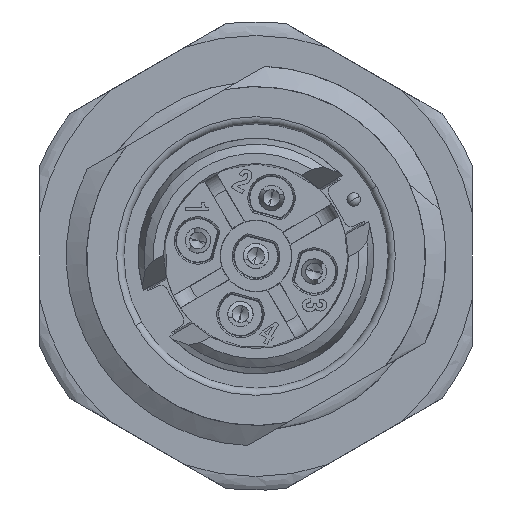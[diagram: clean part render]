
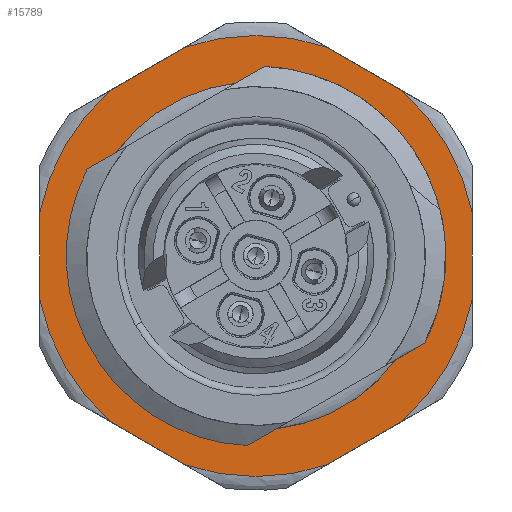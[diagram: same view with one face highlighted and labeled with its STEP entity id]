
A CAD part, front view. The second image highlights one B-rep face of the part: STEP entity #15789.
In plain terms, the highlighted planar face has unit normal (0, -1, 0).
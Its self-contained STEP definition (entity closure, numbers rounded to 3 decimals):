
#2524=CARTESIAN_POINT('',(-6.067,-4.7,-6.89));
#2550=DIRECTION('',(-0.866,0.,-0.5));
#2551=VECTOR('',#2550,3.618);
#2552=CARTESIAN_POINT('',(-2.933,-4.7,8.699));
#2553=LINE('',#2552,#2551);
#2554=CARTESIAN_POINT('',(0.,-4.7,0.));
#2555=DIRECTION('',(0.,1.,0.));
#2556=DIRECTION('',(-0.32,0.,0.948));
#2557=AXIS2_PLACEMENT_3D('',#2554,#2555,#2556);
#2559=DIRECTION('',(-0.866,0.,0.5));
#2560=VECTOR('',#2559,3.618);
#2561=CARTESIAN_POINT('',(6.067,-4.7,6.89));
#2562=LINE('',#2561,#2560);
#2563=CARTESIAN_POINT('',(0.,-4.7,0.));
#2564=DIRECTION('',(0.,1.,0.));
#2565=DIRECTION('',(0.661,0.,0.751));
#2566=AXIS2_PLACEMENT_3D('',#2563,#2564,#2565);
#2568=DIRECTION('',(0.,0.,1.));
#2569=VECTOR('',#2568,3.618);
#2570=CARTESIAN_POINT('',(9.,-4.7,-1.809));
#2571=LINE('',#2570,#2569);
#2572=DIRECTION('',(0.866,0.,0.5));
#2573=VECTOR('',#2572,3.618);
#2574=CARTESIAN_POINT('',(2.933,-4.7,-8.699));
#2575=LINE('',#2574,#2573);
#2576=CARTESIAN_POINT('',(0.,-4.7,0.));
#2577=DIRECTION('',(0.,1.,0.));
#2578=DIRECTION('',(0.32,0.,-0.948));
#2579=AXIS2_PLACEMENT_3D('',#2576,#2577,#2578);
#2581=DIRECTION('',(0.866,0.,-0.5));
#2582=VECTOR('',#2581,3.618);
#2583=CARTESIAN_POINT('',(-6.067,-4.7,-6.89));
#2584=LINE('',#2583,#2582);
#2585=CARTESIAN_POINT('',(0.,-4.7,0.));
#2586=DIRECTION('',(0.,1.,0.));
#2587=DIRECTION('',(-0.661,0.,-0.751));
#2588=AXIS2_PLACEMENT_3D('',#2585,#2586,#2587);
#2590=DIRECTION('',(0.,0.,-1.));
#2591=VECTOR('',#2590,3.618);
#2592=CARTESIAN_POINT('',(-9.,-4.7,1.809));
#2593=LINE('',#2592,#2591);
#2594=CARTESIAN_POINT('',(0.,-4.7,0.));
#2595=DIRECTION('',(0.,-1.,0.));
#2596=DIRECTION('',(0.114,0.,-0.994));
#2597=AXIS2_PLACEMENT_3D('',#2594,#2595,#2596);
#2599=CARTESIAN_POINT('',(0.,-4.7,0.));
#2600=DIRECTION('',(0.,-1.,0.));
#2601=DIRECTION('',(-0.661,0.,0.751));
#2602=AXIS2_PLACEMENT_3D('',#2599,#2600,#2601);
#2609=CARTESIAN_POINT('',(-9.,-4.7,1.809));
#2635=CARTESIAN_POINT('',(-2.933,-4.7,8.699));
#2651=CARTESIAN_POINT('',(-6.067,-4.7,6.89));
#2666=CARTESIAN_POINT('',(6.067,-4.7,6.89));
#2702=CARTESIAN_POINT('',(9.,-4.7,-1.809));
#2733=CARTESIAN_POINT('',(0.,-4.7,0.));
#2734=DIRECTION('',(0.,-1.,0.));
#2735=DIRECTION('',(0.661,0.,-0.751));
#2736=AXIS2_PLACEMENT_3D('',#2733,#2734,#2735);
#2738=CARTESIAN_POINT('',(2.933,-4.7,-8.699));
#2754=CARTESIAN_POINT('',(6.067,-4.7,-6.89));
#2769=DIRECTION('',(-0.866,0.,-0.5));
#2770=VECTOR('',#2769,1.377);
#2771=CARTESIAN_POINT('',(7.018,-4.7,-3.627));
#2772=LINE('',#2771,#2770);
#2789=DIRECTION('',(-0.866,0.,-0.5));
#2790=VECTOR('',#2789,0.705);
#2791=CARTESIAN_POINT('',(0.824,-4.7,-7.203));
#2792=LINE('',#2791,#2790);
#3184=CARTESIAN_POINT('',(0.,-4.7,0.));
#3185=DIRECTION('',(0.,1.,0.));
#3186=DIRECTION('',(-0.658,0.,-0.753));
#3187=AXIS2_PLACEMENT_3D('',#3184,#3185,#3186);
#3197=CARTESIAN_POINT('',(0.213,-4.7,-7.556));
#3198=CARTESIAN_POINT('',(0.004,-4.7,-7.55));
#3199=CARTESIAN_POINT('',(-0.411,-4.7,-7.522));
#3200=CARTESIAN_POINT('',(-1.025,-4.7,-7.429));
#3201=CARTESIAN_POINT('',(-1.629,-4.7,-7.285));
#3202=CARTESIAN_POINT('',(-2.216,-4.7,-7.092));
#3203=CARTESIAN_POINT('',(-2.782,-4.7,-6.853));
#3204=CARTESIAN_POINT('',(-3.326,-4.7,-6.568));
#3205=CARTESIAN_POINT('',(-3.842,-4.7,-6.24));
#3206=CARTESIAN_POINT('',(-4.327,-4.7,-5.871));
#3207=CARTESIAN_POINT('',(-4.627,-4.7,-5.6));
#3208=CARTESIAN_POINT('',(-4.772,-4.7,-5.458));
#3429=CARTESIAN_POINT('',(1.669,-4.7,7.055));
#3430=CARTESIAN_POINT('',(1.878,-4.7,7.018));
#3431=CARTESIAN_POINT('',(2.291,-4.7,6.926));
#3432=CARTESIAN_POINT('',(2.908,-4.7,6.731));
#3433=CARTESIAN_POINT('',(3.507,-4.7,6.48));
#3434=CARTESIAN_POINT('',(4.083,-4.7,6.177));
#3435=CARTESIAN_POINT('',(4.632,-4.7,5.824));
#3436=CARTESIAN_POINT('',(5.149,-4.7,5.423));
#3437=CARTESIAN_POINT('',(5.631,-4.7,4.975));
#3438=CARTESIAN_POINT('',(6.073,-4.7,4.486));
#3439=CARTESIAN_POINT('',(6.473,-4.7,3.957));
#3440=CARTESIAN_POINT('',(6.825,-4.7,3.393));
#3441=CARTESIAN_POINT('',(7.128,-4.7,2.8));
#3442=CARTESIAN_POINT('',(7.38,-4.7,2.178));
#3443=CARTESIAN_POINT('',(7.576,-4.7,1.537));
#3444=CARTESIAN_POINT('',(7.717,-4.7,0.877));
#3445=CARTESIAN_POINT('',(7.8,-4.7,0.206));
#3446=CARTESIAN_POINT('',(7.824,-4.7,-0.472));
#3447=CARTESIAN_POINT('',(7.789,-4.7,-1.154));
#3448=CARTESIAN_POINT('',(7.727,-4.7,-1.604));
#3449=CARTESIAN_POINT('',(7.686,-4.7,-1.828));
#3520=CARTESIAN_POINT('',(7.686,-4.7,-1.828));
#3521=CARTESIAN_POINT('',(7.636,-4.7,-2.037));
#3522=CARTESIAN_POINT('',(7.52,-4.7,-2.448));
#3523=CARTESIAN_POINT('',(7.297,-4.7,-3.051));
#3524=CARTESIAN_POINT('',(7.116,-4.7,-3.437));
#3525=CARTESIAN_POINT('',(7.018,-4.7,-3.627));
#12818=VERTEX_POINT('',#2738);
#12820=VERTEX_POINT('',#2702);
#12822=VERTEX_POINT('',#2666);
#12824=VERTEX_POINT('',#2635);
#12826=VERTEX_POINT('',#2609);
#12828=VERTEX_POINT('',#2524);
#12842=CARTESIAN_POINT('',(2.933,-4.7,8.699));
#12843=VERTEX_POINT('',#12842);
#12844=CARTESIAN_POINT('',(9.,-4.7,1.809));
#12845=VERTEX_POINT('',#12844);
#12846=CARTESIAN_POINT('',(-2.933,-4.7,-8.699));
#12847=VERTEX_POINT('',#12846);
#12848=CARTESIAN_POINT('',(-9.,-4.7,-1.809));
#12849=VERTEX_POINT('',#12848);
#12850=VERTEX_POINT('',#2754);
#12851=VERTEX_POINT('',#2651);
#12872=CARTESIAN_POINT('',(7.018,-4.7,-3.627));
#12873=CARTESIAN_POINT('',(5.826,-4.7,-4.315));
#12874=VERTEX_POINT('',#12872);
#12875=VERTEX_POINT('',#12873);
#12876=CARTESIAN_POINT('',(0.824,-4.7,-7.203));
#12877=CARTESIAN_POINT('',(0.213,-4.7,-7.556));
#12878=VERTEX_POINT('',#12876);
#12879=VERTEX_POINT('',#12877);
#12896=VERTEX_POINT('',#3208);
#12898=VERTEX_POINT('',#3520);
#12899=VERTEX_POINT('',#3429);
#15744=CARTESIAN_POINT('',(0.,-4.7,0.));
#15745=DIRECTION('',(0.,-1.,0.));
#15746=DIRECTION('',(0.866,0.,0.5));
#15747=AXIS2_PLACEMENT_3D('',#15744,#15745,#15746);
#15748=PLANE('',#15747);
#15750=ORIENTED_EDGE('',*,*,#15749,.F.);
#15752=ORIENTED_EDGE('',*,*,#15751,.F.);
#15754=ORIENTED_EDGE('',*,*,#15753,.T.);
#15756=ORIENTED_EDGE('',*,*,#15755,.F.);
#15758=ORIENTED_EDGE('',*,*,#15757,.T.);
#15760=ORIENTED_EDGE('',*,*,#15759,.F.);
#15762=ORIENTED_EDGE('',*,*,#15761,.F.);
#15764=ORIENTED_EDGE('',*,*,#15763,.F.);
#15766=ORIENTED_EDGE('',*,*,#15765,.T.);
#15767=ORIENTED_EDGE('',*,*,#15733,.F.);
#15768=ORIENTED_EDGE('',*,*,#15722,.T.);
#15770=ORIENTED_EDGE('',*,*,#15769,.F.);
#15771=EDGE_LOOP('',(#15750,#15752,#15754,#15756,#15758,#15760,#15762,#15764,
#15766,#15767,#15768,#15770));
#15772=FACE_OUTER_BOUND('',#15771,.F.);
#15774=ORIENTED_EDGE('',*,*,#15773,.F.);
#15776=ORIENTED_EDGE('',*,*,#15775,.F.);
#15778=ORIENTED_EDGE('',*,*,#15777,.F.);
#15780=ORIENTED_EDGE('',*,*,#15779,.F.);
#15782=ORIENTED_EDGE('',*,*,#15781,.F.);
#15784=ORIENTED_EDGE('',*,*,#15783,.F.);
#15786=ORIENTED_EDGE('',*,*,#15785,.T.);
#15787=EDGE_LOOP('',(#15774,#15776,#15778,#15780,#15782,#15784,#15786));
#15788=FACE_BOUND('',#15787,.F.);
#2558=CIRCLE('',#2557,9.18);
#2567=CIRCLE('',#2566,9.18);
#2580=CIRCLE('',#2579,9.18);
#2589=CIRCLE('',#2588,9.18);
#2598=CIRCLE('',#2597,7.25);
#2603=CIRCLE('',#2602,9.18);
#2737=CIRCLE('',#2736,9.18);
#3188=CIRCLE('',#3187,7.25);
#3209=B_SPLINE_CURVE_WITH_KNOTS('',3,(#3197,#3198,#3199,#3200,#3201,#3202,#3203,
#3204,#3205,#3206,#3207,#3208),.UNSPECIFIED.,.F.,.F.,(4,1,1,1,1,1,1,1,1,4),
(0.,0.111,0.222,0.333,0.444,
0.556,0.667,0.778,0.889,1.),
.UNSPECIFIED.);
#3450=B_SPLINE_CURVE_WITH_KNOTS('',3,(#3429,#3430,#3431,#3432,#3433,#3434,#3435,
#3436,#3437,#3438,#3439,#3440,#3441,#3442,#3443,#3444,#3445,#3446,#3447,#3448,
#3449),.UNSPECIFIED.,.F.,.F.,(4,1,1,1,1,1,1,1,1,1,1,1,1,1,1,1,1,1,4),(0.,
0.056,0.111,0.167,0.222,
0.278,0.333,0.389,0.444,0.5,
0.556,0.611,0.667,0.722,
0.778,0.833,0.889,0.944,1.),
.UNSPECIFIED.);
#3526=B_SPLINE_CURVE_WITH_KNOTS('',3,(#3520,#3521,#3522,#3523,#3524,#3525),
.UNSPECIFIED.,.F.,.F.,(4,1,1,4),(0.,0.333,0.667,1.),
.UNSPECIFIED.);
#15722=EDGE_CURVE('',#12828,#12849,#2589,.T.);
#15733=EDGE_CURVE('',#12828,#12847,#2584,.T.);
#15749=EDGE_CURVE('',#12851,#12826,#2603,.T.);
#15751=EDGE_CURVE('',#12824,#12851,#2553,.T.);
#15753=EDGE_CURVE('',#12824,#12843,#2558,.T.);
#15755=EDGE_CURVE('',#12822,#12843,#2562,.T.);
#15757=EDGE_CURVE('',#12822,#12845,#2567,.T.);
#15759=EDGE_CURVE('',#12820,#12845,#2571,.T.);
#15761=EDGE_CURVE('',#12850,#12820,#2737,.T.);
#15763=EDGE_CURVE('',#12818,#12850,#2575,.T.);
#15765=EDGE_CURVE('',#12818,#12847,#2580,.T.);
#15769=EDGE_CURVE('',#12826,#12849,#2593,.T.);
#15773=EDGE_CURVE('',#12874,#12875,#2772,.T.);
#15775=EDGE_CURVE('',#12898,#12874,#3526,.T.);
#15777=EDGE_CURVE('',#12899,#12898,#3450,.T.);
#15779=EDGE_CURVE('',#12896,#12899,#3188,.T.);
#15781=EDGE_CURVE('',#12879,#12896,#3209,.T.);
#15783=EDGE_CURVE('',#12878,#12879,#2792,.T.);
#15785=EDGE_CURVE('',#12878,#12875,#2598,.T.);
#15789=ADVANCED_FACE('',(#15772,#15788),#15748,.T.);
